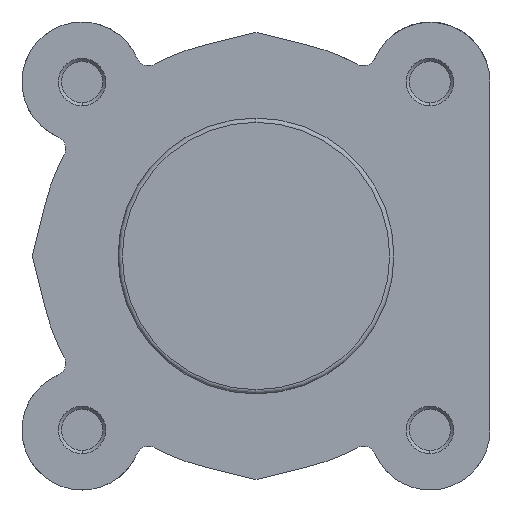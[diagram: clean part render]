
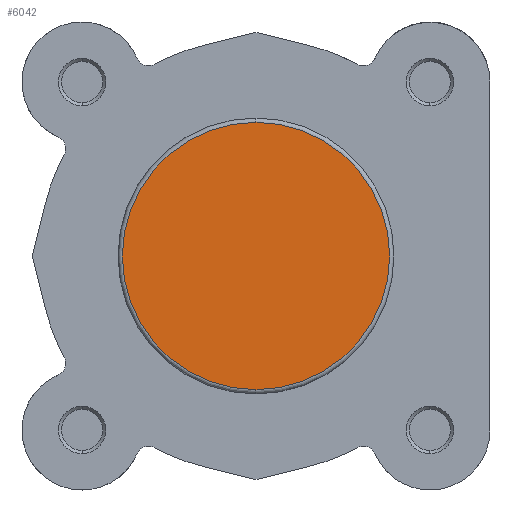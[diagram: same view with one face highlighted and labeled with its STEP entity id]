
A CAD part, left-side view. The second image highlights one B-rep face of the part: STEP entity #6042.
In plain terms, the highlighted planar face has unit normal (-1, 0, 0).
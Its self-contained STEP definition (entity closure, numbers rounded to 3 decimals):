
#721 = EDGE_LOOP ( 'NONE', ( #3632, #2105 ) ) ;
#1222 = CIRCLE ( 'NONE', #4402, 21.7 ) ;
#1583 = CARTESIAN_POINT ( 'NONE',  ( 0., 22.4, 0. ) ) ;
#1584 = PLANE ( 'NONE',  #4660 ) ;
#1586 = DIRECTION ( 'NONE',  ( 1., 0., 0. ) ) ;
#1587 = DIRECTION ( 'NONE',  ( 0., 0., -1. ) ) ;
#2105 = ORIENTED_EDGE ( 'NONE', *, *, #3951, .T. ) ;
#2324 = VERTEX_POINT ( 'NONE', #3098 ) ;
#2328 = VERTEX_POINT ( 'NONE', #3102 ) ;
#3098 = CARTESIAN_POINT ( 'NONE',  ( 0., 0., 21.7 ) ) ;
#3102 = CARTESIAN_POINT ( 'NONE',  ( 0., 0., -21.7 ) ) ;
#3632 = ORIENTED_EDGE ( 'NONE', *, *, #3856, .T. ) ;
#3856 = EDGE_CURVE ( 'NONE', #2328, #2324, #1222, .T. ) ;
#3951 = EDGE_CURVE ( 'NONE', #2324, #2328, #6154, .T. ) ;
#4402 = AXIS2_PLACEMENT_3D ( 'NONE', #5076, #5077, #5078 ) ;
#4440 = AXIS2_PLACEMENT_3D ( 'NONE', #5329, #5343, #5344 ) ;
#4660 = AXIS2_PLACEMENT_3D ( 'NONE', #1583, #1586, #1587 ) ;
#5076 = CARTESIAN_POINT ( 'NONE',  ( 0., 0., 0. ) ) ;
#5077 = DIRECTION ( 'NONE',  ( -1., 0., 0. ) ) ;
#5078 = DIRECTION ( 'NONE',  ( 0., 0., -1. ) ) ;
#5329 = CARTESIAN_POINT ( 'NONE',  ( 0., 0., 0. ) ) ;
#5343 = DIRECTION ( 'NONE',  ( -1., 0., 0. ) ) ;
#5344 = DIRECTION ( 'NONE',  ( 0., 0., -1. ) ) ;
#6042 = ADVANCED_FACE ( 'NONE', ( #6741 ), #1584, .F. ) ;
#6154 = CIRCLE ( 'NONE', #4440, 21.7 ) ;
#6741 = FACE_OUTER_BOUND ( 'NONE', #721, .T. ) ;
